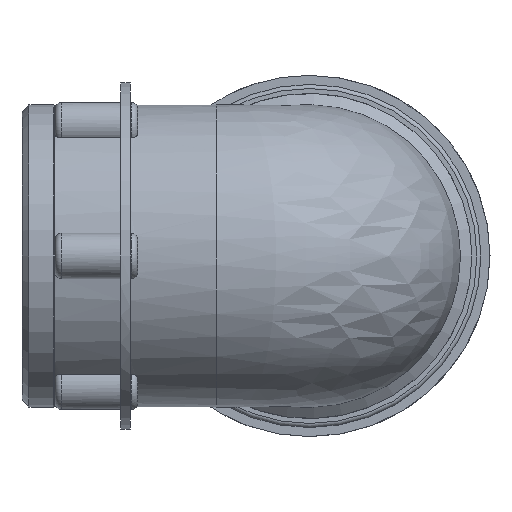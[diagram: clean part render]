
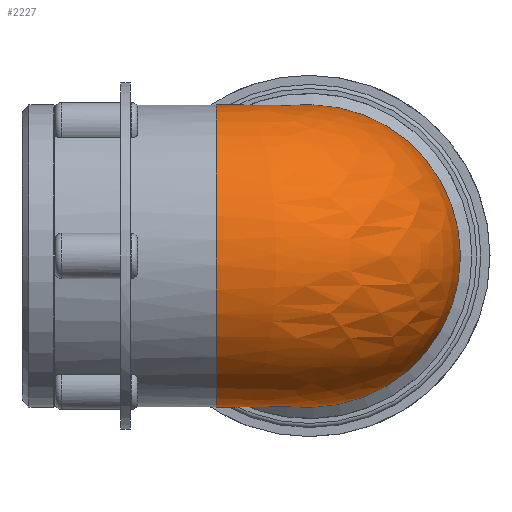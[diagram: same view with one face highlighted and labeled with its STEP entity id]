
A CAD part, left-side view. The second image highlights one B-rep face of the part: STEP entity #2227.
In plain terms, the highlighted free-form (B-spline) face has degree [2, 2] with [7, 3] control points.
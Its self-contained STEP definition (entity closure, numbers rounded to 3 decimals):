
#24=(
BOUNDED_SURFACE()
B_SPLINE_SURFACE(2,2,((#4132,#4133,#4134),(#4135,#4136,#4137),(#4138,#4139,
#4140),(#4141,#4142,#4143),(#4144,#4145,#4146),(#4147,#4148,#4149),(#4150,
#4151,#4152)),.UNSPECIFIED.,.F.,.F.,.F.)
B_SPLINE_SURFACE_WITH_KNOTS((3,2,2,3),(3,3),(-2.234,-0.745,
0.745,2.234),(-3.142,-1.571),
 .UNSPECIFIED.)
GEOMETRIC_REPRESENTATION_ITEM()
RATIONAL_B_SPLINE_SURFACE(((1.,0.707,1.),(0.735,
0.52,0.735),(1.,0.707,1.),(0.735,
0.52,0.735),(1.,0.707,1.),(0.735,
0.52,0.735),(1.,0.707,1.)))
REPRESENTATION_ITEM('')
SURFACE()
);
#247=FACE_OUTER_BOUND('',#388,.T.);
#388=EDGE_LOOP('',(#1818,#1819));
#570=CIRCLE('',#2449,55.202);
#587=CIRCLE('',#2479,55.202);
#1044=VERTEX_POINT('',#4042);
#1045=VERTEX_POINT('',#4044);
#1321=EDGE_CURVE('',#1045,#1044,#570,.T.);
#1343=EDGE_CURVE('',#1045,#1044,#587,.T.);
#1818=ORIENTED_EDGE('',*,*,#1321,.T.);
#1819=ORIENTED_EDGE('',*,*,#1343,.F.);
#2227=ADVANCED_FACE('',(#247),#24,.F.);
#2449=AXIS2_PLACEMENT_3D('',#4045,#3003,#3004);
#2479=AXIS2_PLACEMENT_3D('',#4103,#3063,#3064);
#3003=DIRECTION('center_axis',(0.,-1.,0.));
#3004=DIRECTION('ref_axis',(-1.,0.,0.));
#3063=DIRECTION('center_axis',(1.,0.,0.));
#3064=DIRECTION('ref_axis',(0.,-1.,0.));
#4042=CARTESIAN_POINT('',(33.97,33.97,-43.512));
#4044=CARTESIAN_POINT('',(33.97,33.97,43.512));
#4045=CARTESIAN_POINT('Origin',(0.,33.97,0.));
#4103=CARTESIAN_POINT('Origin',(33.97,0.,0.));
#4132=CARTESIAN_POINT('Ctrl Pts',(33.97,33.97,-43.512));
#4133=CARTESIAN_POINT('Ctrl Pts',(33.97,33.97,-43.512));
#4134=CARTESIAN_POINT('Ctrl Pts',(33.97,33.97,-43.512));
#4135=CARTESIAN_POINT('Ctrl Pts',(-6.125,33.97,-74.815));
#4136=CARTESIAN_POINT('Ctrl Pts',(-6.125,-6.125,-74.815));
#4137=CARTESIAN_POINT('Ctrl Pts',(33.97,-6.125,-74.815));
#4138=CARTESIAN_POINT('Ctrl Pts',(-40.595,33.97,-37.407));
#4139=CARTESIAN_POINT('Ctrl Pts',(-40.595,-40.595,-37.407));
#4140=CARTESIAN_POINT('Ctrl Pts',(33.97,-40.595,-37.407));
#4141=CARTESIAN_POINT('Ctrl Pts',(-75.065,33.97,0.));
#4142=CARTESIAN_POINT('Ctrl Pts',(-75.065,-75.065,0.));
#4143=CARTESIAN_POINT('Ctrl Pts',(33.97,-75.065,0.));
#4144=CARTESIAN_POINT('Ctrl Pts',(-40.595,33.97,37.407));
#4145=CARTESIAN_POINT('Ctrl Pts',(-40.595,-40.595,37.407));
#4146=CARTESIAN_POINT('Ctrl Pts',(33.97,-40.595,37.407));
#4147=CARTESIAN_POINT('Ctrl Pts',(-6.125,33.97,74.815));
#4148=CARTESIAN_POINT('Ctrl Pts',(-6.125,-6.125,74.815));
#4149=CARTESIAN_POINT('Ctrl Pts',(33.97,-6.125,74.815));
#4150=CARTESIAN_POINT('Ctrl Pts',(33.97,33.97,43.512));
#4151=CARTESIAN_POINT('Ctrl Pts',(33.97,33.97,43.512));
#4152=CARTESIAN_POINT('Ctrl Pts',(33.97,33.97,43.512));
